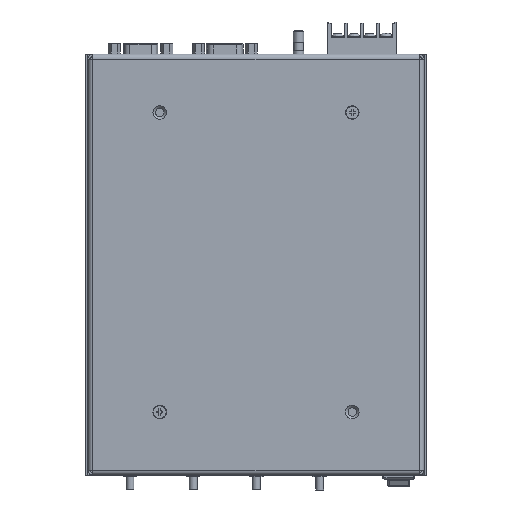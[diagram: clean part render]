
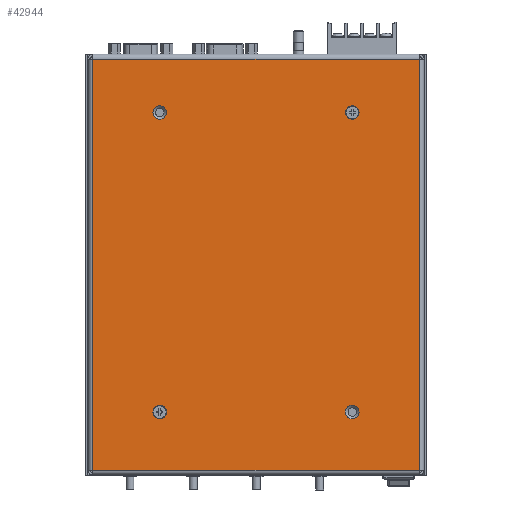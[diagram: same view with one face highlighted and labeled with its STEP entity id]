
A CAD part, front view. The second image highlights one B-rep face of the part: STEP entity #42944.
In plain terms, the highlighted planar face has unit normal (0, -1, 0).
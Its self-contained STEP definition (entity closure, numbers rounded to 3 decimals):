
#292 = VECTOR ( 'NONE', #25609, 1000. ) ;
#575 = EDGE_CURVE ( 'NONE', #38543, #38543, #42456, .T. ) ;
#993 = DIRECTION ( 'NONE',  ( 0., 1., 0. ) ) ;
#1000 = CARTESIAN_POINT ( 'NONE',  ( 94.6, -110.587, -61.809 ) ) ;
#1111 = DIRECTION ( 'NONE',  ( 0., 0., -1. ) ) ;
#1154 = PLANE ( 'NONE',  #37471 ) ;
#1644 = ORIENTED_EDGE ( 'NONE', *, *, #21207, .F. ) ;
#2368 = VECTOR ( 'NONE', #13480, 1000. ) ;
#2846 = VERTEX_POINT ( 'NONE', #27370 ) ;
#4859 = CARTESIAN_POINT ( 'NONE',  ( 91.35, -110.587, -61.809 ) ) ;
#5190 = DIRECTION ( 'NONE',  ( 0., 0., 1. ) ) ;
#5967 = AXIS2_PLACEMENT_3D ( 'NONE', #16462, #23620, #34420 ) ;
#6771 = CIRCLE ( 'NONE', #40857, 3.25 ) ;
#6840 = CARTESIAN_POINT ( 'NONE',  ( 62.9, -110.587, 105.791 ) ) ;
#8270 = CARTESIAN_POINT ( 'NONE',  ( 217.7, -110.587, 105.791 ) ) ;
#8327 = FACE_BOUND ( 'NONE', #28219, .T. ) ;
#8954 = VERTEX_POINT ( 'NONE', #29487 ) ;
#9058 = CARTESIAN_POINT ( 'NONE',  ( 182.75, -110.587, -61.809 ) ) ;
#9902 = CARTESIAN_POINT ( 'NONE',  ( 218.9, -110.587, -89.409 ) ) ;
#11857 = DIRECTION ( 'NONE',  ( -1., 0., 0. ) ) ;
#11866 = EDGE_CURVE ( 'NONE', #41987, #44829, #24727, .T. ) ;
#11896 = DIRECTION ( 'NONE',  ( 0., 1., 0. ) ) ;
#12142 = EDGE_CURVE ( 'NONE', #36283, #36283, #42948, .T. ) ;
#13196 = ORIENTED_EDGE ( 'NONE', *, *, #11866, .F. ) ;
#13321 = FACE_BOUND ( 'NONE', #13505, .T. ) ;
#13480 = DIRECTION ( 'NONE',  ( -1., 0., 0. ) ) ;
#13505 = EDGE_LOOP ( 'NONE', ( #15206 ) ) ;
#14417 = ORIENTED_EDGE ( 'NONE', *, *, #35324, .F. ) ;
#14657 = EDGE_CURVE ( 'NONE', #32392, #32392, #6771, .T. ) ;
#15206 = ORIENTED_EDGE ( 'NONE', *, *, #575, .T. ) ;
#16462 = CARTESIAN_POINT ( 'NONE',  ( 186., -110.587, 80.391 ) ) ;
#16802 = DIRECTION ( 'NONE',  ( 0., 1., 0. ) ) ;
#16974 = EDGE_LOOP ( 'NONE', ( #19608 ) ) ;
#18197 = EDGE_CURVE ( 'NONE', #2846, #41987, #34708, .T. ) ;
#19179 = CARTESIAN_POINT ( 'NONE',  ( 217.7, -110.587, -89.409 ) ) ;
#19608 = ORIENTED_EDGE ( 'NONE', *, *, #14657, .T. ) ;
#21207 = EDGE_CURVE ( 'NONE', #22608, #2846, #22886, .T. ) ;
#21301 = EDGE_LOOP ( 'NONE', ( #1644, #14417, #13196, #32364 ) ) ;
#22608 = VERTEX_POINT ( 'NONE', #34220 ) ;
#22886 = LINE ( 'NONE', #6840, #42827 ) ;
#22937 = LINE ( 'NONE', #9902, #2368 ) ;
#23462 = CARTESIAN_POINT ( 'NONE',  ( 217.7, -110.587, 105.791 ) ) ;
#23620 = DIRECTION ( 'NONE',  ( 0., 1., 0. ) ) ;
#23894 = FACE_BOUND ( 'NONE', #35424, .T. ) ;
#24727 = LINE ( 'NONE', #8270, #44673 ) ;
#25022 = FACE_BOUND ( 'NONE', #16974, .T. ) ;
#25609 = DIRECTION ( 'NONE',  ( 1., 0., 0. ) ) ;
#26026 = CARTESIAN_POINT ( 'NONE',  ( 218.9, -110.587, 105.791 ) ) ;
#27190 = CARTESIAN_POINT ( 'NONE',  ( 186., -110.587, -61.809 ) ) ;
#27370 = CARTESIAN_POINT ( 'NONE',  ( 62.9, -110.587, 105.791 ) ) ;
#28219 = EDGE_LOOP ( 'NONE', ( #40043 ) ) ;
#29149 = AXIS2_PLACEMENT_3D ( 'NONE', #1000, #11896, #43990 ) ;
#29487 = CARTESIAN_POINT ( 'NONE',  ( 182.75, -110.587, 80.391 ) ) ;
#30431 = DIRECTION ( 'NONE',  ( -1., 0., 0. ) ) ;
#31109 = CIRCLE ( 'NONE', #5967, 3.25 ) ;
#32364 = ORIENTED_EDGE ( 'NONE', *, *, #18197, .F. ) ;
#32392 = VERTEX_POINT ( 'NONE', #45352 ) ;
#34220 = CARTESIAN_POINT ( 'NONE',  ( 62.9, -110.587, -89.409 ) ) ;
#34420 = DIRECTION ( 'NONE',  ( -1., 0., 0. ) ) ;
#34708 = LINE ( 'NONE', #39820, #292 ) ;
#35042 = DIRECTION ( 'NONE',  ( 0., 0., 1. ) ) ;
#35324 = EDGE_CURVE ( 'NONE', #44829, #22608, #22937, .T. ) ;
#35424 = EDGE_LOOP ( 'NONE', ( #43152 ) ) ;
#35693 = AXIS2_PLACEMENT_3D ( 'NONE', #27190, #16802, #30431 ) ;
#36283 = VERTEX_POINT ( 'NONE', #9058 ) ;
#36508 = CARTESIAN_POINT ( 'NONE',  ( 94.6, -110.587, 80.391 ) ) ;
#37471 = AXIS2_PLACEMENT_3D ( 'NONE', #26026, #993, #5190 ) ;
#38543 = VERTEX_POINT ( 'NONE', #4859 ) ;
#39820 = CARTESIAN_POINT ( 'NONE',  ( 218.9, -110.587, 105.791 ) ) ;
#39911 = DIRECTION ( 'NONE',  ( 0., 1., 0. ) ) ;
#40043 = ORIENTED_EDGE ( 'NONE', *, *, #42009, .T. ) ;
#40857 = AXIS2_PLACEMENT_3D ( 'NONE', #36508, #39911, #11857 ) ;
#41987 = VERTEX_POINT ( 'NONE', #23462 ) ;
#42009 = EDGE_CURVE ( 'NONE', #8954, #8954, #31109, .T. ) ;
#42456 = CIRCLE ( 'NONE', #29149, 3.25 ) ;
#42827 = VECTOR ( 'NONE', #35042, 1000. ) ;
#42944 = ADVANCED_FACE ( 'NONE', ( #44976, #23894, #13321, #25022, #8327 ), #1154, .F. ) ;
#42948 = CIRCLE ( 'NONE', #35693, 3.25 ) ;
#43152 = ORIENTED_EDGE ( 'NONE', *, *, #12142, .T. ) ;
#43990 = DIRECTION ( 'NONE',  ( -1., 0., 0. ) ) ;
#44673 = VECTOR ( 'NONE', #1111, 1000. ) ;
#44829 = VERTEX_POINT ( 'NONE', #19179 ) ;
#44976 = FACE_OUTER_BOUND ( 'NONE', #21301, .T. ) ;
#45352 = CARTESIAN_POINT ( 'NONE',  ( 91.35, -110.587, 80.391 ) ) ;
